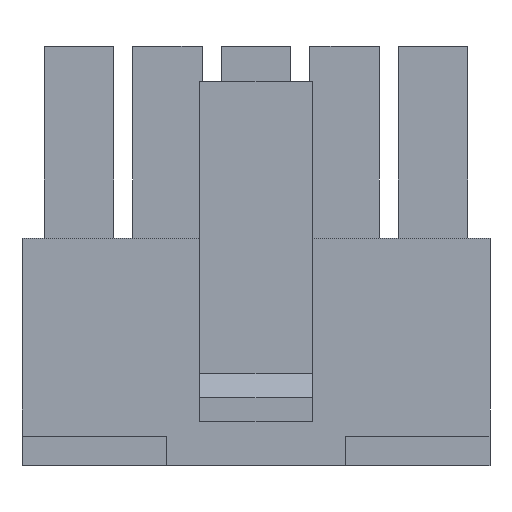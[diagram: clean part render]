
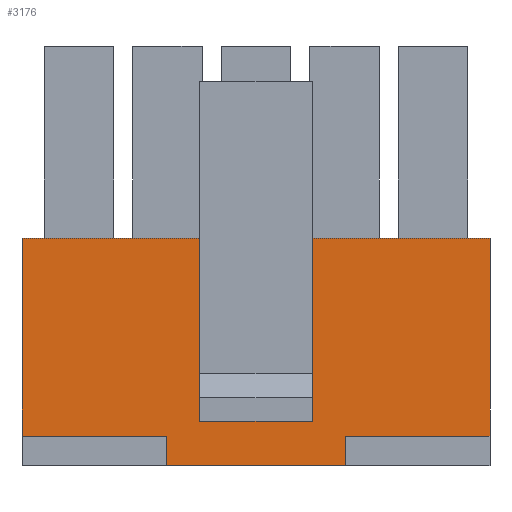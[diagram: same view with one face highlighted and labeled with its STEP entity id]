
A CAD part, front view. The second image highlights one B-rep face of the part: STEP entity #3176.
In plain terms, the highlighted planar face has unit normal (0, -1, 0).
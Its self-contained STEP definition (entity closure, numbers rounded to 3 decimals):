
#11 = LINE ( 'NONE', #906, #4638 ) ;
#49 = ORIENTED_EDGE ( 'NONE', *, *, #2267, .F. ) ;
#67 = AXIS2_PLACEMENT_3D ( 'NONE', #4705, #4225, #832 ) ;
#101 = CARTESIAN_POINT ( 'NONE',  ( 3.046, -3.45, -3. ) ) ;
#105 = VERTEX_POINT ( 'NONE', #5304 ) ;
#111 = DIRECTION ( 'NONE',  ( -1., 0., 0. ) ) ;
#176 = CARTESIAN_POINT ( 'NONE',  ( 1.9, -3.45, 6.851 ) ) ;
#280 = VECTOR ( 'NONE', #111, 1000. ) ;
#361 = VECTOR ( 'NONE', #4937, 1000. ) ;
#376 = CARTESIAN_POINT ( 'NONE',  ( 7.925, -3.45, 1. ) ) ;
#524 = CARTESIAN_POINT ( 'NONE',  ( -3.046, -3.45, 0. ) ) ;
#570 = LINE ( 'NONE', #5771, #5888 ) ;
#575 = DIRECTION ( 'NONE',  ( -1., 0., 0. ) ) ;
#625 = ORIENTED_EDGE ( 'NONE', *, *, #4423, .T. ) ;
#633 = DIRECTION ( 'NONE',  ( 0., 0., 1. ) ) ;
#664 = LINE ( 'NONE', #4572, #1587 ) ;
#707 = ORIENTED_EDGE ( 'NONE', *, *, #6172, .F. ) ;
#805 = PLANE ( 'NONE',  #67 ) ;
#832 = DIRECTION ( 'NONE',  ( 0., 0., 1. ) ) ;
#906 = CARTESIAN_POINT ( 'NONE',  ( 1.9, -3.45, 5.514 ) ) ;
#923 = DIRECTION ( 'NONE',  ( -1., 0., 0. ) ) ;
#1140 = EDGE_CURVE ( 'NONE', #1215, #2917, #6294, .T. ) ;
#1215 = VERTEX_POINT ( 'NONE', #4439 ) ;
#1587 = VECTOR ( 'NONE', #575, 1000. ) ;
#1698 = ORIENTED_EDGE ( 'NONE', *, *, #3885, .T. ) ;
#1717 = ORIENTED_EDGE ( 'NONE', *, *, #2020, .T. ) ;
#1765 = VECTOR ( 'NONE', #633, 1000. ) ;
#1775 = CARTESIAN_POINT ( 'NONE',  ( -1.9, -3.45, 6.851 ) ) ;
#1872 = VECTOR ( 'NONE', #3433, 1000. ) ;
#1949 = ORIENTED_EDGE ( 'NONE', *, *, #6085, .T. ) ;
#2008 = DIRECTION ( 'NONE',  ( -1., 0., 0. ) ) ;
#2020 = EDGE_CURVE ( 'NONE', #5899, #5734, #6158, .T. ) ;
#2267 = EDGE_CURVE ( 'NONE', #5036, #5390, #664, .T. ) ;
#2285 = VECTOR ( 'NONE', #3555, 1000. ) ;
#2428 = CARTESIAN_POINT ( 'NONE',  ( 0., -3.45, 0. ) ) ;
#2539 = LINE ( 'NONE', #4072, #280 ) ;
#2555 = CARTESIAN_POINT ( 'NONE',  ( -3.046, -3.45, -3. ) ) ;
#2607 = CARTESIAN_POINT ( 'NONE',  ( -1.9, -3.45, 5.514 ) ) ;
#2813 = CARTESIAN_POINT ( 'NONE',  ( 3.046, -3.45, 0. ) ) ;
#2917 = VERTEX_POINT ( 'NONE', #5392 ) ;
#2938 = VECTOR ( 'NONE', #4919, 1000. ) ;
#2948 = DIRECTION ( 'NONE',  ( 0., 0., 1. ) ) ;
#2966 = CARTESIAN_POINT ( 'NONE',  ( -7.925, -3.45, 7.7 ) ) ;
#2986 = EDGE_CURVE ( 'NONE', #5686, #5390, #3123, .T. ) ;
#3123 = LINE ( 'NONE', #5574, #361 ) ;
#3132 = VERTEX_POINT ( 'NONE', #3271 ) ;
#3176 = ADVANCED_FACE ( 'NONE', ( #3242, #5186 ), #805, .F. ) ;
#3242 = FACE_OUTER_BOUND ( 'NONE', #3809, .T. ) ;
#3271 = CARTESIAN_POINT ( 'NONE',  ( 7.925, -3.45, 7.7 ) ) ;
#3352 = EDGE_LOOP ( 'NONE', ( #707, #1949, #1717, #3535 ) ) ;
#3433 = DIRECTION ( 'NONE',  ( 0., 0., 1. ) ) ;
#3510 = ORIENTED_EDGE ( 'NONE', *, *, #2986, .T. ) ;
#3535 = ORIENTED_EDGE ( 'NONE', *, *, #4305, .F. ) ;
#3555 = DIRECTION ( 'NONE',  ( 0., 0., 1. ) ) ;
#3739 = DIRECTION ( 'NONE',  ( 0., 0., 1. ) ) ;
#3809 = EDGE_LOOP ( 'NONE', ( #625, #3510, #49, #4173, #1698, #5614, #4450, #5391 ) ) ;
#3852 = VECTOR ( 'NONE', #2948, 1000. ) ;
#3870 = LINE ( 'NONE', #101, #3852 ) ;
#3875 = EDGE_CURVE ( 'NONE', #4643, #2917, #3870, .T. ) ;
#3885 = EDGE_CURVE ( 'NONE', #6071, #4643, #5466, .T. ) ;
#4072 = CARTESIAN_POINT ( 'NONE',  ( 29.275, -3.45, 7.7 ) ) ;
#4173 = ORIENTED_EDGE ( 'NONE', *, *, #5461, .F. ) ;
#4225 = DIRECTION ( 'NONE',  ( 0., 1., 0. ) ) ;
#4305 = EDGE_CURVE ( 'NONE', #4367, #5734, #570, .T. ) ;
#4367 = VERTEX_POINT ( 'NONE', #176 ) ;
#4389 = CARTESIAN_POINT ( 'NONE',  ( -3.046, -3.45, 1. ) ) ;
#4419 = DIRECTION ( 'NONE',  ( -1., 0., 0. ) ) ;
#4423 = EDGE_CURVE ( 'NONE', #3132, #5686, #2539, .T. ) ;
#4439 = CARTESIAN_POINT ( 'NONE',  ( 7.925, -3.45, 1. ) ) ;
#4450 = ORIENTED_EDGE ( 'NONE', *, *, #1140, .F. ) ;
#4503 = LINE ( 'NONE', #2555, #1765 ) ;
#4572 = CARTESIAN_POINT ( 'NONE',  ( 29.275, -3.45, 1. ) ) ;
#4638 = VECTOR ( 'NONE', #4419, 1000. ) ;
#4643 = VERTEX_POINT ( 'NONE', #2813 ) ;
#4705 = CARTESIAN_POINT ( 'NONE',  ( 29.275, -3.45, 1. ) ) ;
#4753 = LINE ( 'NONE', #376, #2285 ) ;
#4850 = VECTOR ( 'NONE', #3739, 1000. ) ;
#4858 = VECTOR ( 'NONE', #923, 1000. ) ;
#4869 = LINE ( 'NONE', #5313, #1872 ) ;
#4919 = DIRECTION ( 'NONE',  ( 1., 0., 0. ) ) ;
#4937 = DIRECTION ( 'NONE',  ( 0., 0., -1. ) ) ;
#5036 = VERTEX_POINT ( 'NONE', #4389 ) ;
#5186 = FACE_BOUND ( 'NONE', #3352, .T. ) ;
#5294 = CARTESIAN_POINT ( 'NONE',  ( -1.9, -3.45, 6.851 ) ) ;
#5304 = CARTESIAN_POINT ( 'NONE',  ( 1.9, -3.45, 5.514 ) ) ;
#5305 = CARTESIAN_POINT ( 'NONE',  ( 29.275, -3.45, 1. ) ) ;
#5313 = CARTESIAN_POINT ( 'NONE',  ( 1.9, -3.45, 6.851 ) ) ;
#5390 = VERTEX_POINT ( 'NONE', #5775 ) ;
#5391 = ORIENTED_EDGE ( 'NONE', *, *, #6317, .T. ) ;
#5392 = CARTESIAN_POINT ( 'NONE',  ( 3.046, -3.45, 1. ) ) ;
#5461 = EDGE_CURVE ( 'NONE', #6071, #5036, #4503, .T. ) ;
#5466 = LINE ( 'NONE', #2428, #2938 ) ;
#5574 = CARTESIAN_POINT ( 'NONE',  ( -7.925, -3.45, 1. ) ) ;
#5614 = ORIENTED_EDGE ( 'NONE', *, *, #3875, .T. ) ;
#5686 = VERTEX_POINT ( 'NONE', #2966 ) ;
#5734 = VERTEX_POINT ( 'NONE', #5294 ) ;
#5771 = CARTESIAN_POINT ( 'NONE',  ( 1.9, -3.45, 6.851 ) ) ;
#5775 = CARTESIAN_POINT ( 'NONE',  ( -7.925, -3.45, 1. ) ) ;
#5888 = VECTOR ( 'NONE', #2008, 1000. ) ;
#5899 = VERTEX_POINT ( 'NONE', #2607 ) ;
#6071 = VERTEX_POINT ( 'NONE', #524 ) ;
#6085 = EDGE_CURVE ( 'NONE', #105, #5899, #11, .T. ) ;
#6158 = LINE ( 'NONE', #1775, #4850 ) ;
#6172 = EDGE_CURVE ( 'NONE', #105, #4367, #4869, .T. ) ;
#6294 = LINE ( 'NONE', #5305, #4858 ) ;
#6317 = EDGE_CURVE ( 'NONE', #1215, #3132, #4753, .T. ) ;
